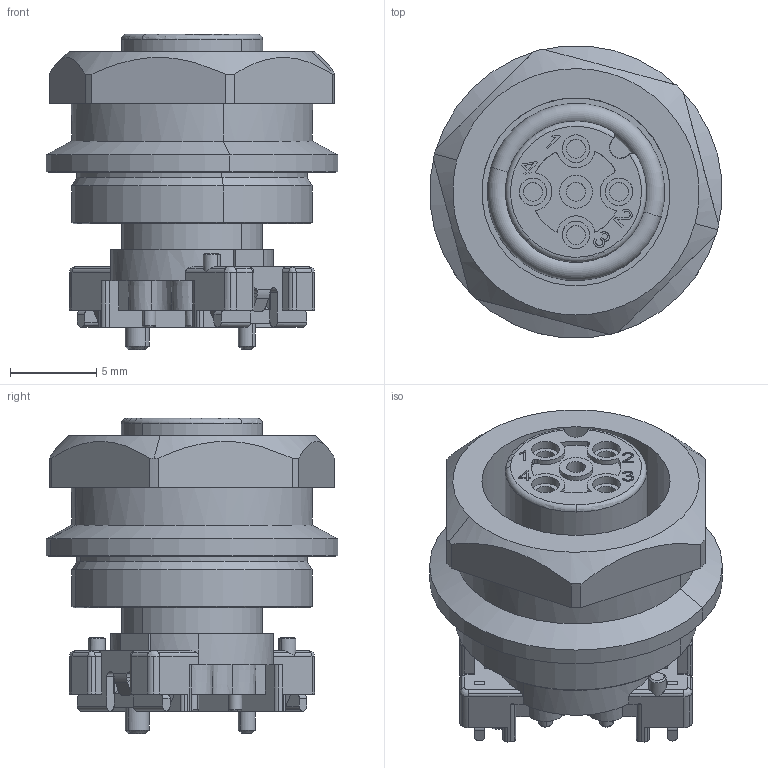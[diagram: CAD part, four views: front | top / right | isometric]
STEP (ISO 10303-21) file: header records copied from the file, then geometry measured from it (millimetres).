
FILE_DESCRIPTION(('CATIA V5 STEP Exchange','CAx-IF Rec.Pracs.--- Model Styling and Organization---1.4--- 2014-01-23'),'2;1');
FILE_NAME ('D1461794_1_2422300000_2422300000.stp','2021-03-15T14:21:40+00:00',('none'),('Weidmueller'),'CATIA Version 5-6 Release 2016 SP3 HF44','CATIA V5 STEP AP214','none');
FILE_SCHEMA(('AUTOMOTIVE_DESIGN { 1 0 10303 214 1 1 1 1 }'));
Length unit declared in the file: millimetre
Products named in the file (1): 2422300000
Bounding box: 16.94 x 16.94 x 18.3 mm (x, y, z)
Volume: 1729.8 mm3; surface area: 2520.8 mm2
Topology: 3 solids, 7 shells, 507 faces, 1384 edges, 911 vertices
Faces by surface type: cylinder 201, plane 184, bspline 51, cone 44, torus 18, extrusion 5, sphere 4
Entity records: 18224 total; most frequent: CARTESIAN_POINT 6276, ORIENTED_EDGE 2760, DIRECTION 1909, EDGE_CURVE 1380, VERTEX_POINT 911, AXIS2_PLACEMENT_3D 833, VECTOR 637, LINE 632
